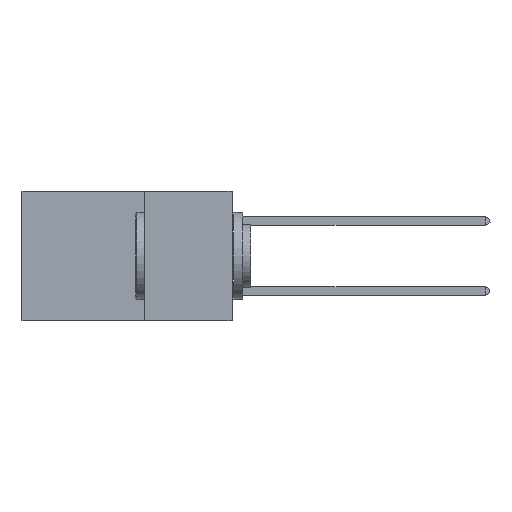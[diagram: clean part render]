
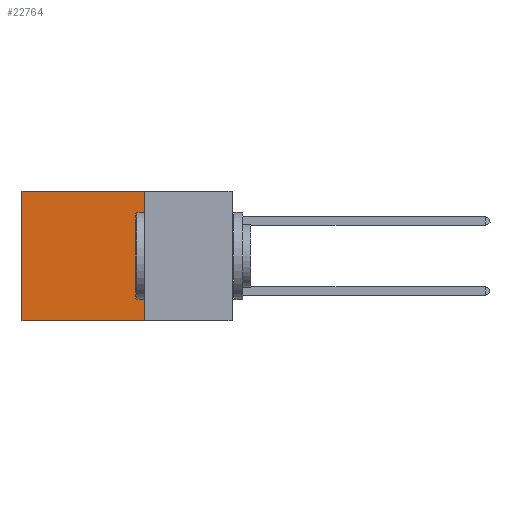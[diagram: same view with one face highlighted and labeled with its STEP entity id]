
A CAD part, left-side view. The second image highlights one B-rep face of the part: STEP entity #22764.
In plain terms, the highlighted planar face has unit normal (-1, 0, 0).
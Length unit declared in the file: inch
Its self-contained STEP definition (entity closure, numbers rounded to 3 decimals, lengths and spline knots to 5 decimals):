
#164 = EDGE_CURVE ( 'NONE', #18816, #451, #4759, .T. ) ;
#451 = VERTEX_POINT ( 'NONE', #14737 ) ;
#520 = DIRECTION ( 'NONE',  ( 0., 1., 0. ) ) ;
#854 = CARTESIAN_POINT ( 'NONE',  ( 0.2875, 0.25, -0.37 ) ) ;
#1598 = DIRECTION ( 'NONE',  ( 1., 0., 0. ) ) ;
#2693 = ORIENTED_EDGE ( 'NONE', *, *, #15022, .F. ) ;
#3013 = ORIENTED_EDGE ( 'NONE', *, *, #8526, .T. ) ;
#3076 = CARTESIAN_POINT ( 'NONE',  ( 0.2875, 0.6, 0. ) ) ;
#3502 = CARTESIAN_POINT ( 'NONE',  ( 0.2875, 0.25, 0. ) ) ;
#3984 = VECTOR ( 'NONE', #4834, 39.37008 ) ;
#4372 = CARTESIAN_POINT ( 'NONE',  ( 0.2875, 0.25, 0. ) ) ;
#4759 = LINE ( 'NONE', #854, #14155 ) ;
#4834 = DIRECTION ( 'NONE',  ( 0., 0., -1. ) ) ;
#5297 = VERTEX_POINT ( 'NONE', #23733 ) ;
#6149 = EDGE_LOOP ( 'NONE', ( #21166, #10430, #2693, #3013 ) ) ;
#6634 = LINE ( 'NONE', #3076, #3984 ) ;
#6896 = CARTESIAN_POINT ( 'NONE',  ( 0.2875, 0.25, 0. ) ) ;
#6959 = PLANE ( 'NONE',  #13558 ) ;
#8501 = VECTOR ( 'NONE', #520, 39.37008 ) ;
#8526 = EDGE_CURVE ( 'NONE', #19898, #5297, #10877, .T. ) ;
#8883 = CARTESIAN_POINT ( 'NONE',  ( 0.2875, 0.25, -0.37 ) ) ;
#10430 = ORIENTED_EDGE ( 'NONE', *, *, #164, .F. ) ;
#10877 = LINE ( 'NONE', #4372, #8501 ) ;
#12727 = FACE_OUTER_BOUND ( 'NONE', #6149, .T. ) ;
#13558 = AXIS2_PLACEMENT_3D ( 'NONE', #3502, #1598, #18141 ) ;
#14155 = VECTOR ( 'NONE', #23284, 39.37008 ) ;
#14737 = CARTESIAN_POINT ( 'NONE',  ( 0.2875, 0.6, -0.37 ) ) ;
#15022 = EDGE_CURVE ( 'NONE', #19898, #18816, #16006, .T. ) ;
#16006 = LINE ( 'NONE', #16020, #23950 ) ;
#16020 = CARTESIAN_POINT ( 'NONE',  ( 0.2875, 0.25, 0. ) ) ;
#18141 = DIRECTION ( 'NONE',  ( 0., 0., -1. ) ) ;
#18816 = VERTEX_POINT ( 'NONE', #8883 ) ;
#19898 = VERTEX_POINT ( 'NONE', #6896 ) ;
#21166 = ORIENTED_EDGE ( 'NONE', *, *, #21303, .T. ) ;
#21303 = EDGE_CURVE ( 'NONE', #5297, #451, #6634, .T. ) ;
#21915 = DIRECTION ( 'NONE',  ( 0., 0., -1. ) ) ;
#22764 = ADVANCED_FACE ( 'NONE', ( #12727 ), #6959, .F. ) ;
#23284 = DIRECTION ( 'NONE',  ( 0., 1., 0. ) ) ;
#23733 = CARTESIAN_POINT ( 'NONE',  ( 0.2875, 0.6, 0. ) ) ;
#23950 = VECTOR ( 'NONE', #21915, 39.37008 ) ;
